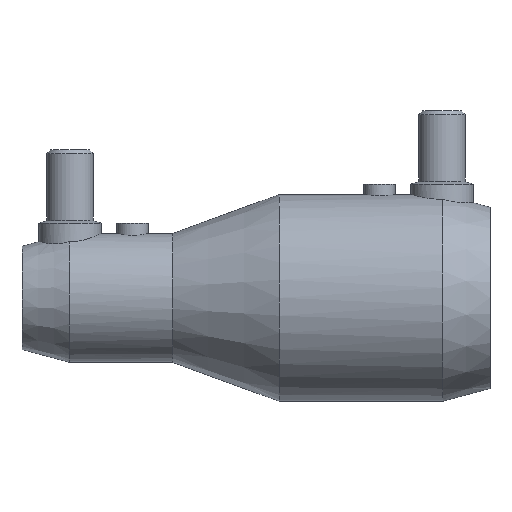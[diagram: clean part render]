
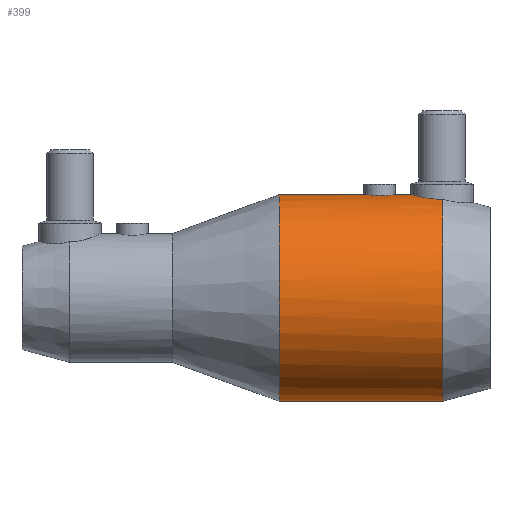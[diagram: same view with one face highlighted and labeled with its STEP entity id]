
A CAD part, top view. The second image highlights one B-rep face of the part: STEP entity #399.
In plain terms, the highlighted cylindrical face has radius 26.5 mm (diameter 53 mm), a partial arc.
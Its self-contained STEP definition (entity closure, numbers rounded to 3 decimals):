
#363 = VERTEX_POINT( '', #978 );
#399 = ADVANCED_FACE( '', ( #1018 ), #1019, .T. );
#407 = EDGE_CURVE( '', #541, #587, #1027, .T. );
#415 = EDGE_CURVE( '', #509, #363, #1037, .T. );
#477 = EDGE_CURVE( '', #509, #677, #1108, .T. );
#509 = VERTEX_POINT( '', #1147 );
#541 = VERTEX_POINT( '', #1184 );
#587 = VERTEX_POINT( '', #1239 );
#589 = EDGE_CURVE( '', #363, #653, #1241, .T. );
#597 = VERTEX_POINT( '', #1249 );
#653 = VERTEX_POINT( '', #1315 );
#677 = VERTEX_POINT( '', #1342 );
#717 = EDGE_CURVE( '', #587, #677, #1385, .T. );
#733 = EDGE_CURVE( '', #597, #541, #1405, .T. );
#825 = EDGE_CURVE( '', #653, #597, #1506, .T. );
#978 = CARTESIAN_POINT( '', ( 36.871, -26.5, 0. ) );
#1018 = FACE_OUTER_BOUND( '', #1777, .T. );
#1019 = CYLINDRICAL_SURFACE( '', #1778, 26.5 );
#1027 = B_SPLINE_CURVE_WITH_KNOTS( '', 3, ( #1845, #1846, #1847, #1848, #1849, #1850, #1851, #1852, #1853, #1854, #1855, #1856, #1857, #1858, #1859, #1860, #1861, #1862, #1863, #1864, #1865, #1866, #1867, #1868, #1869, #1870, #1871, #1872, #1873, #1874, #1875, #1876, #1877, #1878 ), .UNSPECIFIED., .F., .F., ( 4, 2, 2, 2, 2, 2, 2, 2, 2, 2, 2, 2, 2, 2, 2, 2, 4 ), ( 6.037, 6.792, 7.546, 8.301, 9.055, 9.81, 10.565, 11.319, 12.074, 12.828, 13.583, 14.338, 15.092, 15.847, 16.602, 17.356, 18.111 ), .UNSPECIFIED. );
#1037 = LINE( '', #1890, #1891 );
#1108 = CIRCLE( '', #2018, 26.5 );
#1147 = CARTESIAN_POINT( '', ( -5.076, -26.5, 0. ) );
#1184 = CARTESIAN_POINT( '', ( 24.667, 26.5, 0. ) );
#1239 = CARTESIAN_POINT( '', ( 16.667, 26.5, 0. ) );
#1241 = CIRCLE( '', #2236, 26.5 );
#1249 = CARTESIAN_POINT( '', ( 28.667, 26.5, 0. ) );
#1315 = CARTESIAN_POINT( '', ( 36.871, 25.264, 7.997 ) );
#1342 = CARTESIAN_POINT( '', ( -5.076, 26.5, 0. ) );
#1385 = LINE( '', #2458, #2459 );
#1405 = LINE( '', #2480, #2481 );
#1506 = B_SPLINE_CURVE_WITH_KNOTS( '', 3, ( #2624, #2625, #2626, #2627, #2628, #2629, #2630, #2631, #2632, #2633, #2634, #2635, #2636, #2637, #2638, #2639, #2640, #2641, #2642, #2643, #2644, #2645, #2646, #2647, #2648, #2649, #2650, #2651, #2652, #2653, #2654, #2655, #2656, #2657, #2658, #2659, #2660, #2661, #2662 ), .UNSPECIFIED., .F., .F., ( 4, 3, 2, 2, 2, 2, 2, 2, 2, 2, 2, 2, 2, 2, 2, 2, 2, 2, 4 ), ( -0.203, 0., 1.517, 3.034, 4.552, 6.069, 7.586, 9.103, 10.619, 12.136, 13.653, 15.17, 16.686, 18.203, 19.721, 21.238, 22.755, 24.272, 24.476 ), .UNSPECIFIED. );
#1777 = EDGE_LOOP( '', ( #3019, #3020, #3021, #3022, #3023, #3024, #3025 ) );
#1778 = AXIS2_PLACEMENT_3D( '', #3026, #3027, #3028 );
#1845 = CARTESIAN_POINT( '', ( 24.667, 26.5, 0. ) );
#1846 = CARTESIAN_POINT( '', ( 24.667, 26.5, 0.252 ) );
#1847 = CARTESIAN_POINT( '', ( 24.643, 26.496, 0.512 ) );
#1848 = CARTESIAN_POINT( '', ( 24.541, 26.481, 1.029 ) );
#1849 = CARTESIAN_POINT( '', ( 24.464, 26.47, 1.285 ) );
#1850 = CARTESIAN_POINT( '', ( 24.26, 26.441, 1.778 ) );
#1851 = CARTESIAN_POINT( '', ( 24.133, 26.424, 2.014 ) );
#1852 = CARTESIAN_POINT( '', ( 23.839, 26.387, 2.451 ) );
#1853 = CARTESIAN_POINT( '', ( 23.672, 26.368, 2.651 ) );
#1854 = CARTESIAN_POINT( '', ( 23.318, 26.33, 3.006 ) );
#1855 = CARTESIAN_POINT( '', ( 23.117, 26.31, 3.172 ) );
#1856 = CARTESIAN_POINT( '', ( 22.681, 26.273, 3.466 ) );
#1857 = CARTESIAN_POINT( '', ( 22.445, 26.255, 3.593 ) );
#1858 = CARTESIAN_POINT( '', ( 21.952, 26.227, 3.797 ) );
#1859 = CARTESIAN_POINT( '', ( 21.695, 26.215, 3.874 ) );
#1860 = CARTESIAN_POINT( '', ( 21.178, 26.2, 3.976 ) );
#1861 = CARTESIAN_POINT( '', ( 20.918, 26.196, 4. ) );
#1862 = CARTESIAN_POINT( '', ( 20.415, 26.196, 4. ) );
#1863 = CARTESIAN_POINT( '', ( 20.155, 26.2, 3.976 ) );
#1864 = CARTESIAN_POINT( '', ( 19.638, 26.215, 3.874 ) );
#1865 = CARTESIAN_POINT( '', ( 19.381, 26.227, 3.797 ) );
#1866 = CARTESIAN_POINT( '', ( 18.889, 26.255, 3.593 ) );
#1867 = CARTESIAN_POINT( '', ( 18.652, 26.273, 3.466 ) );
#1868 = CARTESIAN_POINT( '', ( 18.216, 26.31, 3.172 ) );
#1869 = CARTESIAN_POINT( '', ( 18.016, 26.33, 3.006 ) );
#1870 = CARTESIAN_POINT( '', ( 17.661, 26.368, 2.651 ) );
#1871 = CARTESIAN_POINT( '', ( 17.494, 26.387, 2.451 ) );
#1872 = CARTESIAN_POINT( '', ( 17.201, 26.424, 2.014 ) );
#1873 = CARTESIAN_POINT( '', ( 17.074, 26.441, 1.778 ) );
#1874 = CARTESIAN_POINT( '', ( 16.869, 26.47, 1.285 ) );
#1875 = CARTESIAN_POINT( '', ( 16.792, 26.481, 1.029 ) );
#1876 = CARTESIAN_POINT( '', ( 16.691, 26.496, 0.512 ) );
#1877 = CARTESIAN_POINT( '', ( 16.667, 26.5, 0.252 ) );
#1878 = CARTESIAN_POINT( '', ( 16.667, 26.5, 0. ) );
#1890 = CARTESIAN_POINT( '', ( 15.898, -26.5, 0. ) );
#1891 = VECTOR( '', #3049, 1. );
#2018 = AXIS2_PLACEMENT_3D( '', #3151, #3152, #3153 );
#2236 = AXIS2_PLACEMENT_3D( '', #3339, #3340, #3341 );
#2458 = CARTESIAN_POINT( '', ( 15.898, 26.5, 0. ) );
#2459 = VECTOR( '', #3533, 1. );
#2480 = CARTESIAN_POINT( '', ( 15.898, 26.5, 0. ) );
#2481 = VECTOR( '', #3558, 1. );
#2624 = CARTESIAN_POINT( '', ( 36.871, 25.264, 7.997 ) );
#2625 = CARTESIAN_POINT( '', ( 36.803, 25.264, 7.999 ) );
#2626 = CARTESIAN_POINT( '', ( 36.734, 25.264, 8. ) );
#2627 = CARTESIAN_POINT( '', ( 36.667, 25.264, 8. ) );
#2628 = CARTESIAN_POINT( '', ( 36.161, 25.264, 8. ) );
#2629 = CARTESIAN_POINT( '', ( 35.639, 25.279, 7.951 ) );
#2630 = CARTESIAN_POINT( '', ( 34.603, 25.342, 7.747 ) );
#2631 = CARTESIAN_POINT( '', ( 34.089, 25.39, 7.592 ) );
#2632 = CARTESIAN_POINT( '', ( 33.104, 25.509, 7.183 ) );
#2633 = CARTESIAN_POINT( '', ( 32.633, 25.58, 6.929 ) );
#2634 = CARTESIAN_POINT( '', ( 31.763, 25.732, 6.342 ) );
#2635 = CARTESIAN_POINT( '', ( 31.363, 25.812, 6.01 ) );
#2636 = CARTESIAN_POINT( '', ( 30.656, 25.966, 5.304 ) );
#2637 = CARTESIAN_POINT( '', ( 30.324, 26.046, 4.904 ) );
#2638 = CARTESIAN_POINT( '', ( 29.738, 26.195, 4.034 ) );
#2639 = CARTESIAN_POINT( '', ( 29.484, 26.264, 3.563 ) );
#2640 = CARTESIAN_POINT( '', ( 29.075, 26.379, 2.578 ) );
#2641 = CARTESIAN_POINT( '', ( 28.919, 26.425, 2.064 ) );
#2642 = CARTESIAN_POINT( '', ( 28.715, 26.485, 1.027 ) );
#2643 = CARTESIAN_POINT( '', ( 28.667, 26.5, 0.506 ) );
#2644 = CARTESIAN_POINT( '', ( 28.667, 26.5, -0.506 ) );
#2645 = CARTESIAN_POINT( '', ( 28.715, 26.485, -1.027 ) );
#2646 = CARTESIAN_POINT( '', ( 28.919, 26.425, -2.064 ) );
#2647 = CARTESIAN_POINT( '', ( 29.075, 26.379, -2.578 ) );
#2648 = CARTESIAN_POINT( '', ( 29.484, 26.264, -3.563 ) );
#2649 = CARTESIAN_POINT( '', ( 29.738, 26.195, -4.034 ) );
#2650 = CARTESIAN_POINT( '', ( 30.324, 26.046, -4.904 ) );
#2651 = CARTESIAN_POINT( '', ( 30.656, 25.966, -5.304 ) );
#2652 = CARTESIAN_POINT( '', ( 31.363, 25.812, -6.01 ) );
#2653 = CARTESIAN_POINT( '', ( 31.763, 25.732, -6.342 ) );
#2654 = CARTESIAN_POINT( '', ( 32.633, 25.58, -6.929 ) );
#2655 = CARTESIAN_POINT( '', ( 33.104, 25.509, -7.183 ) );
#2656 = CARTESIAN_POINT( '', ( 34.089, 25.39, -7.592 ) );
#2657 = CARTESIAN_POINT( '', ( 34.603, 25.342, -7.747 ) );
#2658 = CARTESIAN_POINT( '', ( 35.639, 25.279, -7.951 ) );
#2659 = CARTESIAN_POINT( '', ( 36.161, 25.264, -8. ) );
#2660 = CARTESIAN_POINT( '', ( 36.734, 25.264, -8. ) );
#2661 = CARTESIAN_POINT( '', ( 36.803, 25.264, -7.999 ) );
#2662 = CARTESIAN_POINT( '', ( 36.871, 25.264, -7.997 ) );
#3019 = ORIENTED_EDGE( '', *, *, #733, .T. );
#3020 = ORIENTED_EDGE( '', *, *, #407, .T. );
#3021 = ORIENTED_EDGE( '', *, *, #717, .T. );
#3022 = ORIENTED_EDGE( '', *, *, #477, .F. );
#3023 = ORIENTED_EDGE( '', *, *, #415, .T. );
#3024 = ORIENTED_EDGE( '', *, *, #589, .T. );
#3025 = ORIENTED_EDGE( '', *, *, #825, .T. );
#3026 = CARTESIAN_POINT( '', ( 15.898, 0., 0. ) );
#3027 = DIRECTION( '', ( 1., 0., 0. ) );
#3028 = DIRECTION( '', ( 0., 1., 0. ) );
#3049 = DIRECTION( '', ( 1., 0., 0. ) );
#3151 = CARTESIAN_POINT( '', ( -5.076, 0., 0. ) );
#3152 = DIRECTION( '', ( -1., 0., 0. ) );
#3153 = DIRECTION( '', ( 0., 1., 0. ) );
#3339 = CARTESIAN_POINT( '', ( 36.871, 0., 0. ) );
#3340 = DIRECTION( '', ( -1., 0., 0. ) );
#3341 = DIRECTION( '', ( 0., 1., 0. ) );
#3533 = DIRECTION( '', ( -1., 0., 0. ) );
#3558 = DIRECTION( '', ( -1., 0., 0. ) );
